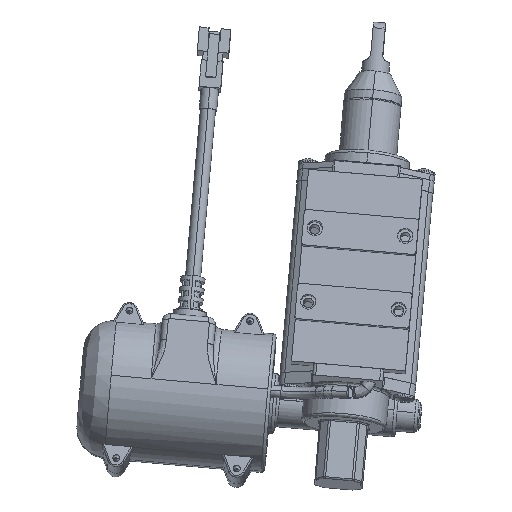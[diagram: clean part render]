
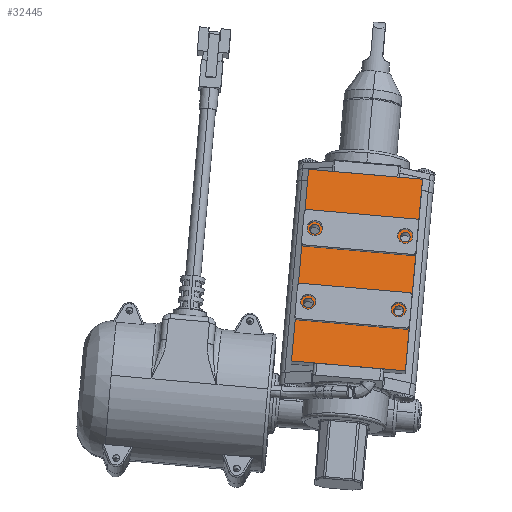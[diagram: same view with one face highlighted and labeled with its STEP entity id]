
A CAD part, top view. The second image highlights one B-rep face of the part: STEP entity #32445.
In plain terms, the highlighted face is planar.
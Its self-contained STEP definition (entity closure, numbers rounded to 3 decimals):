
#162 = VERTEX_POINT ( 'NONE', #35857 ) ;
#2386 = VERTEX_POINT ( 'NONE', #76628 ) ;
#3009 = ORIENTED_EDGE ( 'NONE', *, *, #28818, .F. ) ;
#3286 = CARTESIAN_POINT ( 'NONE',  ( 13.25, 66., 28. ) ) ;
#4277 = EDGE_CURVE ( 'NONE', #40311, #12562, #41346, .T. ) ;
#4718 = DIRECTION ( 'NONE',  ( 0., 0., 1. ) ) ;
#5012 = VERTEX_POINT ( 'NONE', #3286 ) ;
#6086 = EDGE_CURVE ( 'NONE', #12562, #40311, #35175, .T. ) ;
#6562 = EDGE_LOOP ( 'NONE', ( #41214, #57611, #48266, #72095 ) ) ;
#8306 = VERTEX_POINT ( 'NONE', #19672 ) ;
#9882 = DIRECTION ( 'NONE',  ( 0., 0., 1. ) ) ;
#10610 = CARTESIAN_POINT ( 'NONE',  ( -15.1, 41., 28. ) ) ;
#11765 = EDGE_LOOP ( 'NONE', ( #30120, #17711 ) ) ;
#12562 = VERTEX_POINT ( 'NONE', #48150 ) ;
#13177 = FACE_BOUND ( 'NONE', #11765, .T. ) ;
#13336 = CIRCLE ( 'NONE', #19614, 1.65 ) ;
#13340 = AXIS2_PLACEMENT_3D ( 'NONE', #27159, #9882, #22058 ) ;
#13342 = EDGE_CURVE ( 'NONE', #5012, #30814, #15683, .T. ) ;
#15115 = VERTEX_POINT ( 'NONE', #29772 ) ;
#15683 = CIRCLE ( 'NONE', #50811, 1.65 ) ;
#16058 = CARTESIAN_POINT ( 'NONE',  ( -18.9, 166., 28. ) ) ;
#16692 = CARTESIAN_POINT ( 'NONE',  ( 18.9, 166., 28. ) ) ;
#17129 = EDGE_CURVE ( 'NONE', #60566, #71020, #52782, .T. ) ;
#17280 = DIRECTION ( 'NONE',  ( 1., 0., 0. ) ) ;
#17711 = ORIENTED_EDGE ( 'NONE', *, *, #19112, .F. ) ;
#17964 = CARTESIAN_POINT ( 'NONE',  ( 14.9, 41., 28. ) ) ;
#18386 = CARTESIAN_POINT ( 'NONE',  ( -16.75, 66., 28. ) ) ;
#19112 = EDGE_CURVE ( 'NONE', #67825, #2386, #13336, .T. ) ;
#19414 = EDGE_LOOP ( 'NONE', ( #3009, #38105 ) ) ;
#19614 = AXIS2_PLACEMENT_3D ( 'NONE', #30082, #65744, #66901 ) ;
#19672 = CARTESIAN_POINT ( 'NONE',  ( -18.9, 86., 28. ) ) ;
#19697 = CARTESIAN_POINT ( 'NONE',  ( -18.9, 86., 28. ) ) ;
#21239 = DIRECTION ( 'NONE',  ( 1., 0., 0. ) ) ;
#21788 = CARTESIAN_POINT ( 'NONE',  ( -13.45, 41., 28. ) ) ;
#22058 = DIRECTION ( 'NONE',  ( 1., 0., 0. ) ) ;
#22278 = CARTESIAN_POINT ( 'NONE',  ( 14.9, 66., 28. ) ) ;
#24579 = CARTESIAN_POINT ( 'NONE',  ( 18.9, 166., 28. ) ) ;
#24685 = CARTESIAN_POINT ( 'NONE',  ( -15.1, 66., 28. ) ) ;
#25003 = DIRECTION ( 'NONE',  ( 0., 0., 1. ) ) ;
#27112 = CIRCLE ( 'NONE', #13340, 1.65 ) ;
#27159 = CARTESIAN_POINT ( 'NONE',  ( -15.1, 41., 28. ) ) ;
#27854 = EDGE_CURVE ( 'NONE', #30814, #5012, #59464, .T. ) ;
#28818 = EDGE_CURVE ( 'NONE', #48530, #162, #29317, .T. ) ;
#29317 = CIRCLE ( 'NONE', #43274, 1.65 ) ;
#29772 = CARTESIAN_POINT ( 'NONE',  ( -18.9, 21., 28. ) ) ;
#30082 = CARTESIAN_POINT ( 'NONE',  ( -15.1, 66., 28. ) ) ;
#30120 = ORIENTED_EDGE ( 'NONE', *, *, #33041, .F. ) ;
#30814 = VERTEX_POINT ( 'NONE', #44329 ) ;
#30856 = FACE_BOUND ( 'NONE', #19414, .T. ) ;
#31947 = VECTOR ( 'NONE', #64663, 1000. ) ;
#32445 = ADVANCED_FACE ( 'NONE', ( #35587, #59843, #13177, #30856, #60214 ), #55113, .T. ) ;
#32949 = EDGE_LOOP ( 'NONE', ( #34901, #44090 ) ) ;
#33008 = CARTESIAN_POINT ( 'NONE',  ( 14.9, 41., 28. ) ) ;
#33041 = EDGE_CURVE ( 'NONE', #2386, #67825, #36335, .T. ) ;
#33043 = CARTESIAN_POINT ( 'NONE',  ( 18.9, 21., 28. ) ) ;
#34901 = ORIENTED_EDGE ( 'NONE', *, *, #27854, .F. ) ;
#35175 = CIRCLE ( 'NONE', #37642, 1.65 ) ;
#35587 = FACE_BOUND ( 'NONE', #61080, .T. ) ;
#35857 = CARTESIAN_POINT ( 'NONE',  ( -16.75, 41., 28. ) ) ;
#36335 = CIRCLE ( 'NONE', #68847, 1.65 ) ;
#37642 = AXIS2_PLACEMENT_3D ( 'NONE', #33008, #55363, #21239 ) ;
#38105 = ORIENTED_EDGE ( 'NONE', *, *, #62317, .F. ) ;
#40004 = EDGE_CURVE ( 'NONE', #60566, #15115, #77077, .T. ) ;
#40311 = VERTEX_POINT ( 'NONE', #51387 ) ;
#41214 = ORIENTED_EDGE ( 'NONE', *, *, #17129, .T. ) ;
#41346 = CIRCLE ( 'NONE', #57499, 1.65 ) ;
#42634 = DIRECTION ( 'NONE',  ( 0., 0., 1. ) ) ;
#43274 = AXIS2_PLACEMENT_3D ( 'NONE', #10610, #4718, #17280 ) ;
#43332 = VECTOR ( 'NONE', #59811, 1000. ) ;
#44090 = ORIENTED_EDGE ( 'NONE', *, *, #13342, .F. ) ;
#44329 = CARTESIAN_POINT ( 'NONE',  ( 16.55, 66., 28. ) ) ;
#44586 = CARTESIAN_POINT ( 'NONE',  ( 14.9, 66., 28. ) ) ;
#44783 = DIRECTION ( 'NONE',  ( 1., 0., 0. ) ) ;
#46124 = DIRECTION ( 'NONE',  ( -1., 0., 0. ) ) ;
#48150 = CARTESIAN_POINT ( 'NONE',  ( 16.55, 41., 28. ) ) ;
#48266 = ORIENTED_EDGE ( 'NONE', *, *, #58447, .F. ) ;
#48530 = VERTEX_POINT ( 'NONE', #21788 ) ;
#50811 = AXIS2_PLACEMENT_3D ( 'NONE', #22278, #70108, #51671 ) ;
#51387 = CARTESIAN_POINT ( 'NONE',  ( 13.25, 41., 28. ) ) ;
#51671 = DIRECTION ( 'NONE',  ( 1., 0., 0. ) ) ;
#52782 = LINE ( 'NONE', #16692, #43332 ) ;
#53149 = CARTESIAN_POINT ( 'NONE',  ( -7.688, 21., 28. ) ) ;
#53976 = DIRECTION ( 'NONE',  ( 1., 0., 0. ) ) ;
#55113 = PLANE ( 'NONE',  #71429 ) ;
#55363 = DIRECTION ( 'NONE',  ( 0., 0., 1. ) ) ;
#55534 = DIRECTION ( 'NONE',  ( 1., 0., 0. ) ) ;
#56884 = LINE ( 'NONE', #19697, #62794 ) ;
#57499 = AXIS2_PLACEMENT_3D ( 'NONE', #17964, #25003, #61035 ) ;
#57611 = ORIENTED_EDGE ( 'NONE', *, *, #72816, .F. ) ;
#58447 = EDGE_CURVE ( 'NONE', #15115, #8306, #69786, .T. ) ;
#59200 = ORIENTED_EDGE ( 'NONE', *, *, #6086, .F. ) ;
#59464 = CIRCLE ( 'NONE', #61906, 1.65 ) ;
#59811 = DIRECTION ( 'NONE',  ( 0., 1., 0. ) ) ;
#59843 = FACE_BOUND ( 'NONE', #32949, .T. ) ;
#59877 = ORIENTED_EDGE ( 'NONE', *, *, #4277, .F. ) ;
#60214 = FACE_OUTER_BOUND ( 'NONE', #6562, .T. ) ;
#60566 = VERTEX_POINT ( 'NONE', #33043 ) ;
#61035 = DIRECTION ( 'NONE',  ( 1., 0., 0. ) ) ;
#61080 = EDGE_LOOP ( 'NONE', ( #59200, #59877 ) ) ;
#61906 = AXIS2_PLACEMENT_3D ( 'NONE', #44586, #72838, #55534 ) ;
#62240 = DIRECTION ( 'NONE',  ( 1., 0., 0. ) ) ;
#62317 = EDGE_CURVE ( 'NONE', #162, #48530, #27112, .T. ) ;
#62794 = VECTOR ( 'NONE', #44783, 1000. ) ;
#62989 = DIRECTION ( 'NONE',  ( 0., 0., 1. ) ) ;
#64392 = CARTESIAN_POINT ( 'NONE',  ( 18.9, 86., 28. ) ) ;
#64663 = DIRECTION ( 'NONE',  ( 0., 1., 0. ) ) ;
#65744 = DIRECTION ( 'NONE',  ( 0., 0., 1. ) ) ;
#66901 = DIRECTION ( 'NONE',  ( 1., 0., 0. ) ) ;
#67825 = VERTEX_POINT ( 'NONE', #18386 ) ;
#68847 = AXIS2_PLACEMENT_3D ( 'NONE', #24685, #62989, #62240 ) ;
#69786 = LINE ( 'NONE', #16058, #31947 ) ;
#70108 = DIRECTION ( 'NONE',  ( 0., 0., 1. ) ) ;
#71020 = VERTEX_POINT ( 'NONE', #64392 ) ;
#71429 = AXIS2_PLACEMENT_3D ( 'NONE', #24579, #42634, #53976 ) ;
#72095 = ORIENTED_EDGE ( 'NONE', *, *, #40004, .F. ) ;
#72816 = EDGE_CURVE ( 'NONE', #8306, #71020, #56884, .T. ) ;
#72838 = DIRECTION ( 'NONE',  ( 0., 0., 1. ) ) ;
#76089 = VECTOR ( 'NONE', #46124, 1000. ) ;
#76628 = CARTESIAN_POINT ( 'NONE',  ( -13.45, 66., 28. ) ) ;
#77077 = LINE ( 'NONE', #53149, #76089 ) ;
